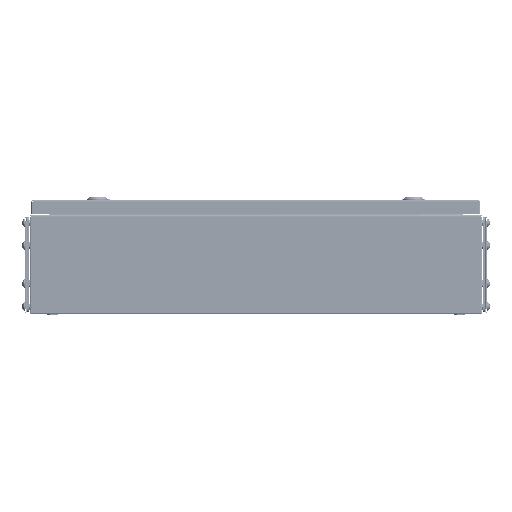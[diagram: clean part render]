
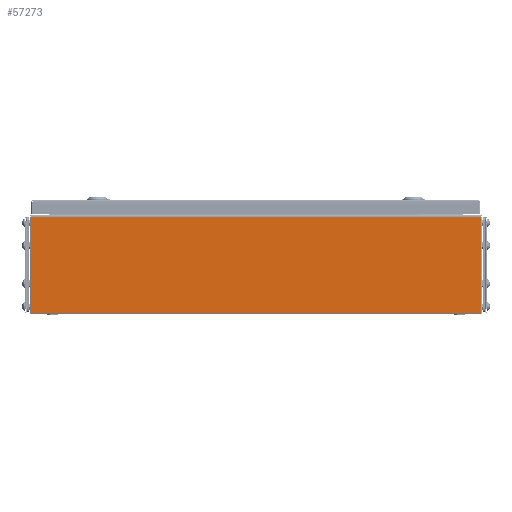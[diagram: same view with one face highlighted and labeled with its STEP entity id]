
A CAD part, left-side view. The second image highlights one B-rep face of the part: STEP entity #57273.
In plain terms, the highlighted planar face has unit normal (-1, 0, 0).
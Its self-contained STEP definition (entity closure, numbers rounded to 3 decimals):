
#76 = EDGE_CURVE ( 'NONE', #25044, #14612, #49559, .T. ) ;
#4136 = CARTESIAN_POINT ( 'NONE',  ( -250., -295.5, 0. ) ) ;
#4261 = VERTEX_POINT ( 'NONE', #20005 ) ;
#8160 = DIRECTION ( 'NONE',  ( 0., 1., 0. ) ) ;
#10721 = EDGE_CURVE ( 'NONE', #4261, #73853, #16666, .T. ) ;
#12064 = ORIENTED_EDGE ( 'NONE', *, *, #76, .T. ) ;
#14612 = VERTEX_POINT ( 'NONE', #53682 ) ;
#15904 = EDGE_CURVE ( 'NONE', #73853, #25044, #21117, .T. ) ;
#16666 = LINE ( 'NONE', #4136, #17345 ) ;
#17345 = VECTOR ( 'NONE', #42953, 1000. ) ;
#17823 = PLANE ( 'NONE',  #68216 ) ;
#20005 = CARTESIAN_POINT ( 'NONE',  ( -250., -295.5, 1. ) ) ;
#21117 = LINE ( 'NONE', #47406, #28807 ) ;
#24754 = DIRECTION ( 'NONE',  ( 0., 1., 0. ) ) ;
#25044 = VERTEX_POINT ( 'NONE', #79855 ) ;
#28807 = VECTOR ( 'NONE', #8160, 1000. ) ;
#33456 = VECTOR ( 'NONE', #43938, 1000. ) ;
#39031 = ORIENTED_EDGE ( 'NONE', *, *, #15904, .T. ) ;
#42953 = DIRECTION ( 'NONE',  ( 0., 0., 1. ) ) ;
#43938 = DIRECTION ( 'NONE',  ( 0., 0., -1. ) ) ;
#46936 = EDGE_CURVE ( 'NONE', #4261, #14612, #57503, .T. ) ;
#47406 = CARTESIAN_POINT ( 'NONE',  ( -250., -295.5, 127.5 ) ) ;
#47579 = ORIENTED_EDGE ( 'NONE', *, *, #46936, .F. ) ;
#49559 = LINE ( 'NONE', #75844, #33456 ) ;
#53682 = CARTESIAN_POINT ( 'NONE',  ( -250., 295.5, 1. ) ) ;
#54655 = CARTESIAN_POINT ( 'NONE',  ( -250., -295.5, 127.5 ) ) ;
#57273 = ADVANCED_FACE ( 'NONE', ( #71677 ), #17823, .F. ) ;
#57503 = LINE ( 'NONE', #78173, #77243 ) ;
#57883 = DIRECTION ( 'NONE',  ( 1., 0., 0. ) ) ;
#68216 = AXIS2_PLACEMENT_3D ( 'NONE', #84603, #57883, #70415 ) ;
#70415 = DIRECTION ( 'NONE',  ( 0., 0., -1. ) ) ;
#71677 = FACE_OUTER_BOUND ( 'NONE', #74303, .T. ) ;
#73853 = VERTEX_POINT ( 'NONE', #54655 ) ;
#73996 = ORIENTED_EDGE ( 'NONE', *, *, #10721, .T. ) ;
#74303 = EDGE_LOOP ( 'NONE', ( #39031, #12064, #47579, #73996 ) ) ;
#75844 = CARTESIAN_POINT ( 'NONE',  ( -250., 295.5, 0. ) ) ;
#77243 = VECTOR ( 'NONE', #24754, 1000. ) ;
#78173 = CARTESIAN_POINT ( 'NONE',  ( -250., 295.5, 1. ) ) ;
#79855 = CARTESIAN_POINT ( 'NONE',  ( -250., 295.5, 127.5 ) ) ;
#84603 = CARTESIAN_POINT ( 'NONE',  ( -250., 0., 0. ) ) ;
